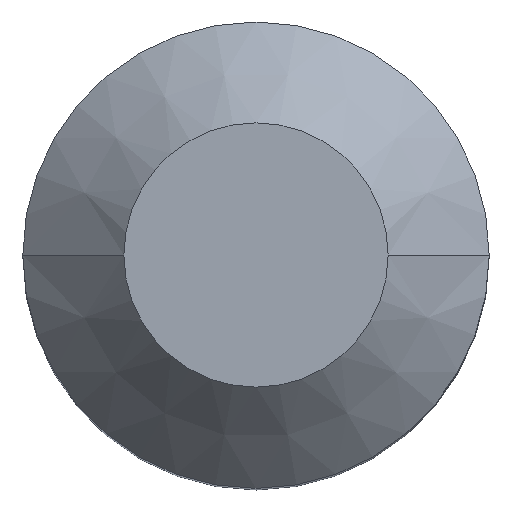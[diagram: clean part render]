
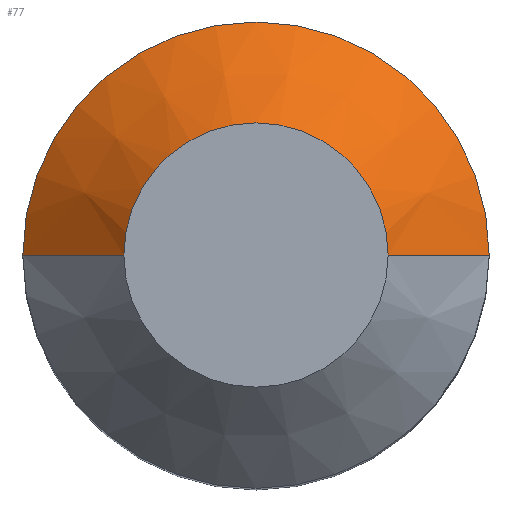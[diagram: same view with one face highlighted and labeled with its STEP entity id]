
A CAD part, top view. The second image highlights one B-rep face of the part: STEP entity #77.
In plain terms, the highlighted conical face has half-angle 45 degrees and reference radius 11.75 mm.
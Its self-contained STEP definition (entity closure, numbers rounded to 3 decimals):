
#77=ADVANCED_FACE('',(#182),#183,.T.);
#85=EDGE_CURVE('',#115,#139,#192,.T.);
#95=EDGE_CURVE('',#117,#147,#204,.T.);
#103=EDGE_CURVE('',#115,#117,#213,.T.);
#115=VERTEX_POINT('',#227);
#117=VERTEX_POINT('',#229);
#127=EDGE_CURVE('',#147,#139,#239,.T.);
#139=VERTEX_POINT('',#252);
#147=VERTEX_POINT('',#261);
#182=FACE_OUTER_BOUND('',#290,.T.);
#183=CONICAL_SURFACE('',#291,11.75,0.785);
#192=CIRCLE('',#303,15.0);
#204=CIRCLE('',#318,8.5);
#213=LINE('',#329,#330);
#227=CARTESIAN_POINT('',(-15.0,0.,58.5));
#229=CARTESIAN_POINT('',(-8.5,0.,65.0));
#239=LINE('',#365,#366);
#252=CARTESIAN_POINT('',(15.0,0.,58.5));
#261=CARTESIAN_POINT('',(8.5,0.,65.0));
#290=EDGE_LOOP('',(#419,#420,#421,#422));
#291=AXIS2_PLACEMENT_3D('',#423,#424,#425);
#303=AXIS2_PLACEMENT_3D('',#435,#436,#437);
#318=AXIS2_PLACEMENT_3D('',#455,#456,#457);
#329=CARTESIAN_POINT('',(-11.75,0.,61.75));
#330=VECTOR('',#467,1.0);
#365=CARTESIAN_POINT('',(11.75,0.,61.75));
#366=VECTOR('',#498,1.0);
#419=ORIENTED_EDGE('',*,*,#127,.T.);
#420=ORIENTED_EDGE('',*,*,#85,.F.);
#421=ORIENTED_EDGE('',*,*,#103,.T.);
#422=ORIENTED_EDGE('',*,*,#95,.T.);
#423=CARTESIAN_POINT('',(0.0,0.,61.75));
#424=DIRECTION('',(0.0,0.,-1.0));
#425=DIRECTION('',(1.0,0.0,0.0));
#435=CARTESIAN_POINT('',(0.0,0.,58.5));
#436=DIRECTION('',(0.0,0.,-1.0));
#437=DIRECTION('',(1.0,0.0,0.0));
#455=CARTESIAN_POINT('',(0.0,0.,65.0));
#456=DIRECTION('',(0.0,0.,-1.0));
#457=DIRECTION('',(1.0,0.0,0.0));
#467=DIRECTION('',(0.707,0.,0.707));
#498=DIRECTION('',(0.707,0.,-0.707));
